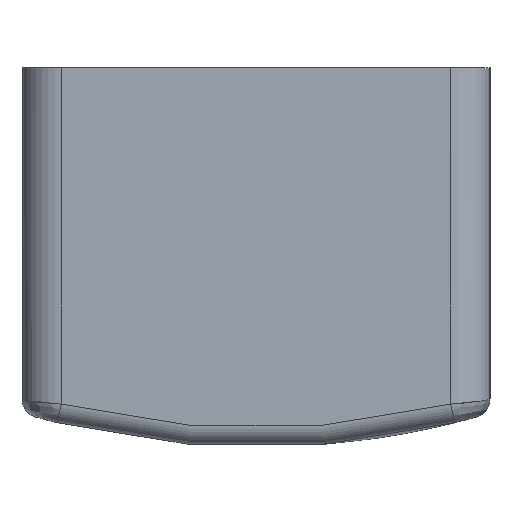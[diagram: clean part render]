
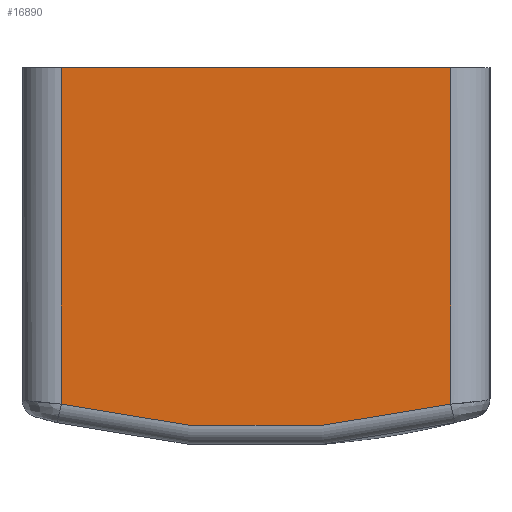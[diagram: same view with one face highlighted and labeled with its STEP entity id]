
A CAD part, left-side view. The second image highlights one B-rep face of the part: STEP entity #16890.
In plain terms, the highlighted face is planar.
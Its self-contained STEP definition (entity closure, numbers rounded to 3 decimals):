
#16320=CARTESIAN_POINT('',(62.858,95.492,-298.8));
#16330=VERTEX_POINT('',#16320);
#16360=CARTESIAN_POINT('',(62.858,101.292,-298.8));
#16370=DIRECTION('',(0.,-1.,0.));
#16380=VECTOR('',#16370,1.);
#16390=LINE('',#16360,#16380);
#16400=CARTESIAN_POINT('',(62.858,38.292,-298.8));
#16410=VERTEX_POINT('',#16400);
#16420=EDGE_CURVE('',#16330,#16410,#16390,.T.);
#16580=CARTESIAN_POINT('',(0.,0.,-298.8));
#16590=DIRECTION('',(0.,0.,1.));
#16600=DIRECTION('',(1.,0.,0.));
#16610=AXIS2_PLACEMENT_3D('',#16580,#16590,#16600);
#16620=PLANE('',#16610);
#16630=ORIENTED_EDGE('',*,*,#16420,.T.);
#16640=CARTESIAN_POINT('',(0.,95.492,-298.8));
#16650=DIRECTION('',(-1.,0.,0.));
#16660=VECTOR('',#16650,1.);
#16670=LINE('',#16640,#16660);
#16680=CARTESIAN_POINT('',(13.376,95.492,-298.8));
#16690=VERTEX_POINT('',#16680);
#16700=EDGE_CURVE('',#16330,#16690,#16670,.T.);
#16710=ORIENTED_EDGE('',*,*,#16700,.F.);
#16720=CARTESIAN_POINT('',(127.858,66.892,-298.8));
#16730=DIRECTION('',(0.,0.,1.));
#16740=DIRECTION('',(1.,0.,0.));
#16750=AXIS2_PLACEMENT_3D('',#16720,#16730,#16740);
#16760=CIRCLE('',#16750,118.);
#16770=CARTESIAN_POINT('',(13.376,38.292,-298.8));
#16780=VERTEX_POINT('',#16770);
#16790=EDGE_CURVE('',#16690,#16780,#16760,.T.);
#16800=ORIENTED_EDGE('',*,*,#16790,.F.);
#16810=CARTESIAN_POINT('',(0.,38.292,-298.8));
#16820=DIRECTION('',(1.,0.,0.));
#16830=VECTOR('',#16820,1.);
#16840=LINE('',#16810,#16830);
#16850=EDGE_CURVE('',#16780,#16410,#16840,.T.);
#16860=ORIENTED_EDGE('',*,*,#16850,.F.);
#16870=EDGE_LOOP('',(#16860,#16800,#16710,#16630));
#16880=FACE_OUTER_BOUND('',#16870,.T.);
#16890=ADVANCED_FACE('',(#16880),#16620,.F.);
